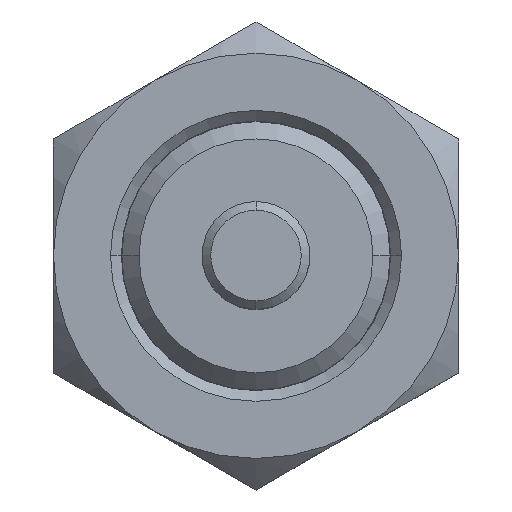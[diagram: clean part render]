
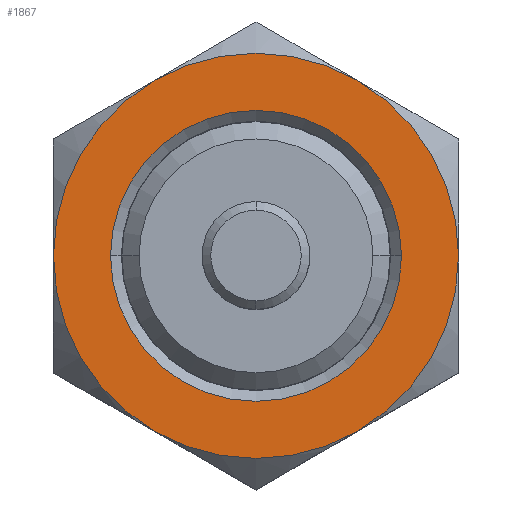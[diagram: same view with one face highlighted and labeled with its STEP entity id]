
A CAD part, top view. The second image highlights one B-rep face of the part: STEP entity #1867.
In plain terms, the highlighted planar face has unit normal (0, 0, 1).
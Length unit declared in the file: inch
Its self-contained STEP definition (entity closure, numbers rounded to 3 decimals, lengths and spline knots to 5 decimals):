
#23 = VERTEX_POINT ( 'NONE', #1558 ) ;
#38 = ORIENTED_EDGE ( 'NONE', *, *, #2946, .F. ) ;
#44 = DIRECTION ( 'NONE',  ( 0., 0., -1. ) ) ;
#93 = CARTESIAN_POINT ( 'NONE',  ( 0., 0.54271, 0.19 ) ) ;
#124 = ORIENTED_EDGE ( 'NONE', *, *, #944, .F. ) ;
#137 = AXIS2_PLACEMENT_3D ( 'NONE', #559, #2241, #805 ) ;
#190 = CIRCLE ( 'NONE', #1038, 0.47 ) ;
#195 = DIRECTION ( 'NONE',  ( 0., 0., -1. ) ) ;
#211 = DIRECTION ( 'NONE',  ( 0., 0., -1. ) ) ;
#474 = CARTESIAN_POINT ( 'NONE',  ( -0.47, 0., 0.19 ) ) ;
#545 = CIRCLE ( 'NONE', #1489, 0.47 ) ;
#559 = CARTESIAN_POINT ( 'NONE',  ( 0., 0., 0.19 ) ) ;
#576 = ORIENTED_EDGE ( 'NONE', *, *, #2618, .F. ) ;
#657 = DIRECTION ( 'NONE',  ( 0., 0., -1. ) ) ;
#756 = AXIS2_PLACEMENT_3D ( 'NONE', #2089, #657, #2335 ) ;
#789 = AXIS2_PLACEMENT_3D ( 'NONE', #2263, #826, #2510 ) ;
#805 = DIRECTION ( 'NONE',  ( -1., 0., 0. ) ) ;
#826 = DIRECTION ( 'NONE',  ( 0., 0., -1. ) ) ;
#831 = DIRECTION ( 'NONE',  ( -1., 0., 0. ) ) ;
#838 = ORIENTED_EDGE ( 'NONE', *, *, #1491, .F. ) ;
#896 = AXIS2_PLACEMENT_3D ( 'NONE', #2408, #969, #2648 ) ;
#944 = EDGE_CURVE ( 'NONE', #1162, #3122, #2733, .T. ) ;
#969 = DIRECTION ( 'NONE',  ( 0., 0., -1. ) ) ;
#1038 = AXIS2_PLACEMENT_3D ( 'NONE', #1498, #44, #1736 ) ;
#1122 = EDGE_CURVE ( 'NONE', #23, #1562, #1890, .T. ) ;
#1162 = VERTEX_POINT ( 'NONE', #474 ) ;
#1182 = DIRECTION ( 'NONE',  ( 0., 0., 1. ) ) ;
#1194 = CARTESIAN_POINT ( 'NONE',  ( 0.47, 0., 0.19 ) ) ;
#1271 = EDGE_CURVE ( 'NONE', #1764, #2390, #545, .T. ) ;
#1292 = PLANE ( 'NONE',  #2710 ) ;
#1323 = CARTESIAN_POINT ( 'NONE',  ( 0.235, 0.40703, 0.19 ) ) ;
#1484 = CARTESIAN_POINT ( 'NONE',  ( 0.235, -0.40703, 0.19 ) ) ;
#1489 = AXIS2_PLACEMENT_3D ( 'NONE', #2628, #1182, #2861 ) ;
#1491 = EDGE_CURVE ( 'NONE', #1528, #1916, #2428, .T. ) ;
#1498 = CARTESIAN_POINT ( 'NONE',  ( 0., 0., 0.19 ) ) ;
#1528 = VERTEX_POINT ( 'NONE', #1484 ) ;
#1538 = EDGE_LOOP ( 'NONE', ( #1846, #2523 ) ) ;
#1541 = CARTESIAN_POINT ( 'NONE',  ( -0.235, -0.40703, 0.19 ) ) ;
#1558 = CARTESIAN_POINT ( 'NONE',  ( 0.3375, 0., 0.19 ) ) ;
#1562 = VERTEX_POINT ( 'NONE', #2220 ) ;
#1573 = ORIENTED_EDGE ( 'NONE', *, *, #2032, .F. ) ;
#1636 = CARTESIAN_POINT ( 'NONE',  ( 0., 0., 0.19 ) ) ;
#1651 = CARTESIAN_POINT ( 'NONE',  ( 0., 0., 0.19 ) ) ;
#1736 = DIRECTION ( 'NONE',  ( -1., 0., 0. ) ) ;
#1764 = VERTEX_POINT ( 'NONE', #1194 ) ;
#1790 = FACE_OUTER_BOUND ( 'NONE', #2301, .T. ) ;
#1841 = CIRCLE ( 'NONE', #137, 0.47 ) ;
#1846 = ORIENTED_EDGE ( 'NONE', *, *, #1122, .T. ) ;
#1867 = ADVANCED_FACE ( 'NONE', ( #2472, #1790 ), #1292, .F. ) ;
#1880 = DIRECTION ( 'NONE',  ( -1., 0., 0. ) ) ;
#1890 = CIRCLE ( 'NONE', #2680, 0.3375 ) ;
#1894 = DIRECTION ( 'NONE',  ( -1., 0., 0. ) ) ;
#1916 = VERTEX_POINT ( 'NONE', #1541 ) ;
#1952 = CIRCLE ( 'NONE', #2528, 0.47 ) ;
#2032 = EDGE_CURVE ( 'NONE', #1916, #1162, #190, .T. ) ;
#2089 = CARTESIAN_POINT ( 'NONE',  ( 0., 0., 0.19 ) ) ;
#2220 = CARTESIAN_POINT ( 'NONE',  ( -0.3375, 0., 0.19 ) ) ;
#2241 = DIRECTION ( 'NONE',  ( 0., 0., -1. ) ) ;
#2263 = CARTESIAN_POINT ( 'NONE',  ( 0., 0., 0.19 ) ) ;
#2270 = DIRECTION ( 'NONE',  ( 0., 0., -1. ) ) ;
#2301 = EDGE_LOOP ( 'NONE', ( #124, #1573, #838, #38, #3070, #576 ) ) ;
#2335 = DIRECTION ( 'NONE',  ( -1., 0., 0. ) ) ;
#2390 = VERTEX_POINT ( 'NONE', #1323 ) ;
#2408 = CARTESIAN_POINT ( 'NONE',  ( 0., 0., 0.19 ) ) ;
#2428 = CIRCLE ( 'NONE', #789, 0.47 ) ;
#2472 = FACE_BOUND ( 'NONE', #1538, .T. ) ;
#2510 = DIRECTION ( 'NONE',  ( -1., 0., 0. ) ) ;
#2523 = ORIENTED_EDGE ( 'NONE', *, *, #2555, .T. ) ;
#2528 = AXIS2_PLACEMENT_3D ( 'NONE', #1636, #195, #1880 ) ;
#2555 = EDGE_CURVE ( 'NONE', #1562, #23, #2749, .T. ) ;
#2618 = EDGE_CURVE ( 'NONE', #3122, #2390, #1952, .T. ) ;
#2628 = CARTESIAN_POINT ( 'NONE',  ( 0., 0., 0.19 ) ) ;
#2648 = DIRECTION ( 'NONE',  ( -1., 0., 0. ) ) ;
#2680 = AXIS2_PLACEMENT_3D ( 'NONE', #1651, #211, #1894 ) ;
#2710 = AXIS2_PLACEMENT_3D ( 'NONE', #93, #2270, #831 ) ;
#2733 = CIRCLE ( 'NONE', #896, 0.47 ) ;
#2749 = CIRCLE ( 'NONE', #756, 0.3375 ) ;
#2780 = CARTESIAN_POINT ( 'NONE',  ( -0.235, 0.40703, 0.19 ) ) ;
#2861 = DIRECTION ( 'NONE',  ( 1., 0., 0. ) ) ;
#2946 = EDGE_CURVE ( 'NONE', #1764, #1528, #1841, .T. ) ;
#3070 = ORIENTED_EDGE ( 'NONE', *, *, #1271, .T. ) ;
#3122 = VERTEX_POINT ( 'NONE', #2780 ) ;
